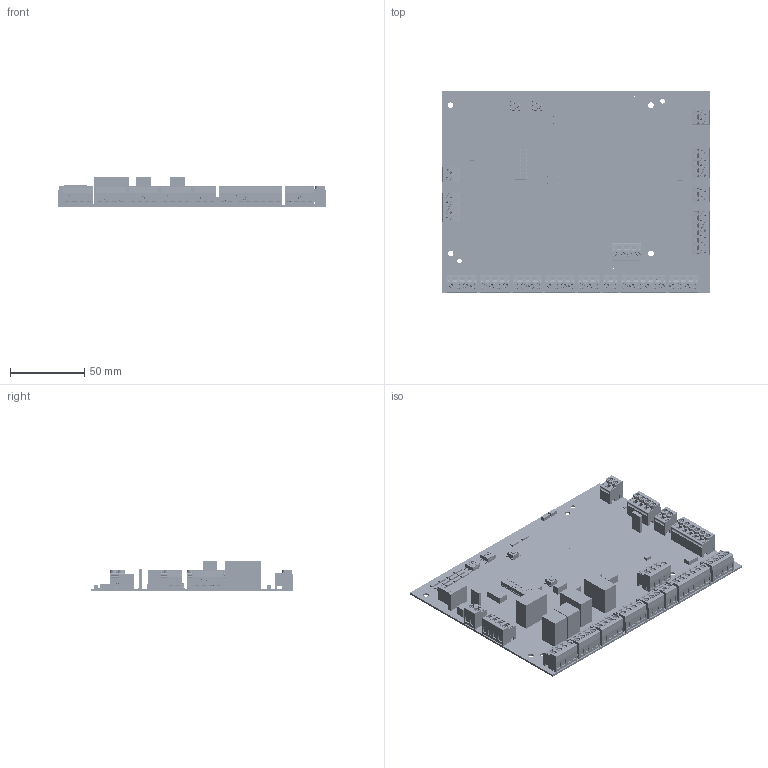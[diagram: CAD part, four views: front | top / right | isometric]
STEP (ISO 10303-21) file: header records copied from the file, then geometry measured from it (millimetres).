
FILE_DESCRIPTION((''),'2;1');
FILE_NAME('ASM0001_ASM','2026-03-18T10:46:55',('jbrennca'),(''),'CREO PARAMETRIC BY PTC INC, 2023014','CREO PARAMETRIC BY PTC INC, 2023014','');
FILE_SCHEMA(('CONFIG_CONTROL_DESIGN'));
Length unit declared in the file: inch
Products named in the file (49): 1712-7375-01_A0; TP_SM1270RND_ATE; SMDS_1800X0900_2_PI; K_20000X10000_5_PI_V2; P_HDR_ST6S2540_V1; P_HDR_ST2S2540_V1; SMDS_3200X1600_2_PI; SMS_5106-0017-01; SMS_8000X5450_2_V2; P_HDR_ST3S2540_V2; SMDS_PLCC4_V2; S_5101-0232-01; P_HDR_ST4S2540_V4; SMP_HDR_ST_2109-1122-01; SMDS_0805_PI; SMCR_SMB_PI; SMC_0402_V2; ROTOR10_NO_1W_00; RSH-B01; RSH-T01_SMT_6_PIN_; RSH-B01_SMT_6_PIN__ASM; RSH-C01_10P; RSH-1ARM_ASM; 5106-0047-01_ASM; 2101-0051-02; PT_1_5-3-PH-5_0-90000; PT_1_5-3-PH-5_0-92660_ASM; 2101-0051-03_ASM; PT_1_5-4-PH-5_0-111620; PT_1_5-4-PH-5_0-114820_ASM; 2101-0051-04_ASM; PT_1_5-6-PH-5_0-154540_1; PT_1_5-6-PH-5_0-158820_1_ASM; 2101-0051-06_ASM; 5101-0163-01; BODY; PINS_1; PINS_2; PINS_3; PINS_4 ...
Assembly tree (92 placements, depth 5):
  ASM0001_ASM
    1712-7375-01_A0
    TP_SM1270RND_ATE  x3
    SMDS_1800X0900_2_PI  x5
    K_20000X10000_5_PI_V2  x3
    P_HDR_ST6S2540_V1
    P_HDR_ST2S2540_V1  x4
    SMDS_3200X1600_2_PI  x15
    SMS_5106-0017-01  x2
    SMS_8000X5450_2_V2
    P_HDR_ST3S2540_V2  x5
    SMDS_PLCC4_V2
    S_5101-0232-01  x2
    P_HDR_ST4S2540_V4
    SMP_HDR_ST_2109-1122-01
    SMDS_0805_PI
    SMCR_SMB_PI
    SMC_0402_V2
    5106-0047-01_ASM  x2
      RSH-1ARM_ASM
        ROTOR10_NO_1W_00
        RSH-B01_SMT_6_PIN__ASM
          RSH-B01
          RSH-T01_SMT_6_PIN_
        RSH-C01_10P
    2101-0051-02  x4
    2101-0051-03_ASM
      PT_1_5-3-PH-5_0-92660_ASM
        PT_1_5-3-PH-5_0-90000
    2101-0051-04_ASM  x8
      PT_1_5-4-PH-5_0-114820_ASM
        PT_1_5-4-PH-5_0-111620
    2101-0051-06_ASM  x2
      PT_1_5-6-PH-5_0-158820_1_ASM
        PT_1_5-6-PH-5_0-154540_1
    5101-0163-01  x2
    5106-0001-04_ASM
      ASSEMBLY_ASM
        BODY
        PINS_ASM
          PINS_1
          PINS_2
          PINS_3
          PINS_4
          PINS_5
          PINS_6
          PINS_7
          PINS_8
    5106-0001-08
Bounding box: 180.35 x 135.9 x 20.85 mm (x, y, z)
Volume: 90275.7 mm3; surface area: 93118.4 mm2
Topology: 83 solids, 113 shells, 8468 faces, 22773 edges, 14979 vertices
Faces by surface type: plane 5510, cylinder 2340, cone 384, extrusion 162, sphere 40, bspline 32
Entity records: 132954 total; most frequent: CARTESIAN_POINT 28789, ORIENTED_EDGE 21820, DIRECTION 20794, EDGE_CURVE 10910, VECTOR 7982, LINE 7901, VERTEX_POINT 7141, AXIS2_PLACEMENT_3D 6406
